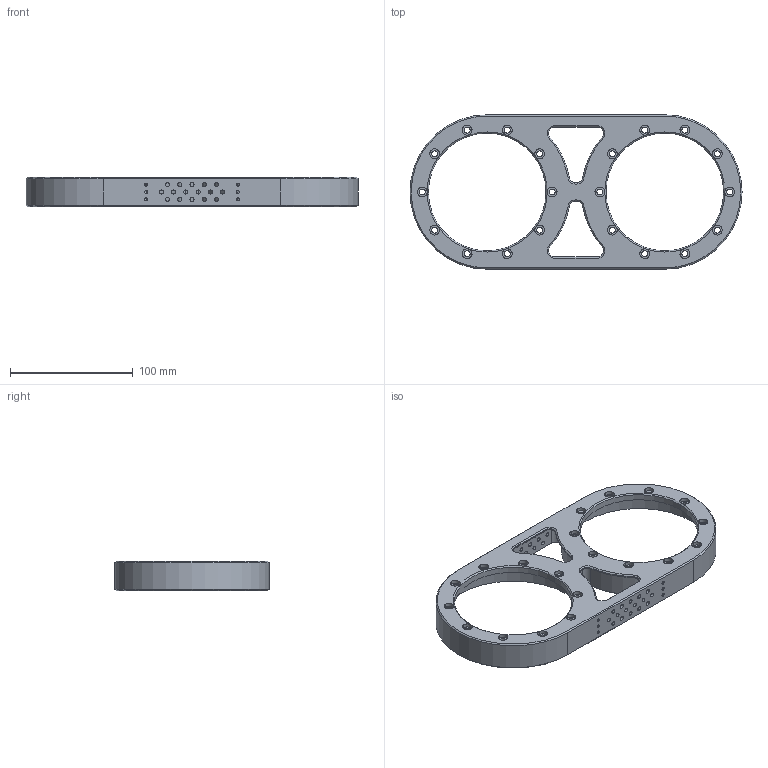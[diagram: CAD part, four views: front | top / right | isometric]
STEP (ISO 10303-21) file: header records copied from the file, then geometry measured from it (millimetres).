
FILE_DESCRIPTION (( 'STEP AP214' ), '1' );
FILE_NAME ('Hip_Clamp_Plate.STEP', '2025-06-11T03:41:09', ( 'wsy' ), ( '' ), 'SwSTEP 2.0', 'SolidWorks 2020', '' );
FILE_SCHEMA (( 'AUTOMOTIVE_DESIGN' ));
Length unit declared in the file: millimetre
Products named in the file (1): żа
Bounding box: 271 x 126 x 24 mm (x, y, z)
Volume: 123939.5 mm3; surface area: 72967.4 mm2
Topology: 1 solids, 1 shells, 325 faces, 852 edges, 521 vertices
Faces by surface type: cylinder 211, cone 66, plane 48
Entity records: 11201 total; most frequent: DIRECTION 1977, CARTESIAN_POINT 1675, ORIENTED_EDGE 1656, EDGE_CURVE 828, AXIS2_PLACEMENT_3D 823, VERTEX_POINT 521, CIRCLE 497, EDGE_LOOP 453
